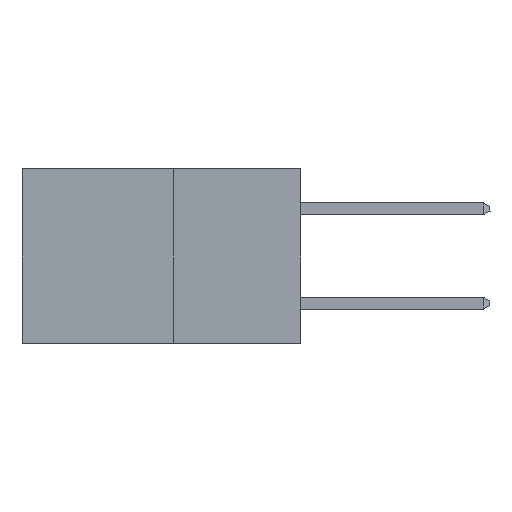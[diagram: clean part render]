
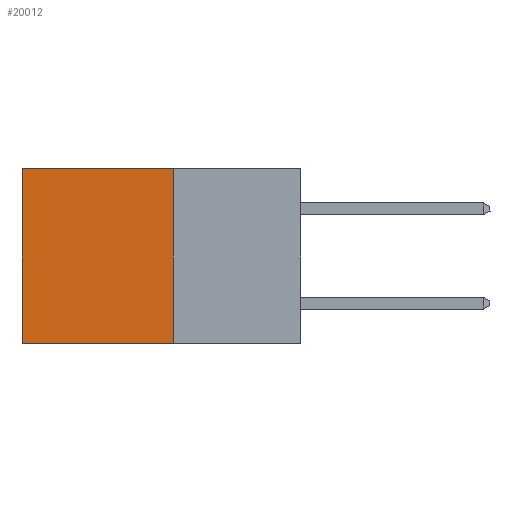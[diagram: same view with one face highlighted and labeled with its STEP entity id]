
A CAD part, left-side view. The second image highlights one B-rep face of the part: STEP entity #20012.
In plain terms, the highlighted planar face has unit normal (-1, 0, 0).
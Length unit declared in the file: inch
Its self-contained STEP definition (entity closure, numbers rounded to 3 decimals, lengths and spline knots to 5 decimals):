
#875 = ORIENTED_EDGE ( 'NONE', *, *, #9110, .T. ) ;
#1450 = DIRECTION ( 'NONE',  ( 0., 0., -1. ) ) ;
#1552 = CARTESIAN_POINT ( 'NONE',  ( 0.277, 0.59, -0.37 ) ) ;
#1780 = ORIENTED_EDGE ( 'NONE', *, *, #21564, .F. ) ;
#2295 = VERTEX_POINT ( 'NONE', #17737 ) ;
#3172 = CARTESIAN_POINT ( 'NONE',  ( 0.277, 0.27, 0. ) ) ;
#4052 = CARTESIAN_POINT ( 'NONE',  ( 0.277, 0.27, -0.37 ) ) ;
#5756 = EDGE_CURVE ( 'NONE', #2295, #24702, #17045, .T. ) ;
#6483 = VERTEX_POINT ( 'NONE', #3172 ) ;
#7068 = DIRECTION ( 'NONE',  ( 0., 0., -1. ) ) ;
#8395 = EDGE_CURVE ( 'NONE', #29681, #24702, #12670, .T. ) ;
#9110 = EDGE_CURVE ( 'NONE', #6483, #29681, #13034, .T. ) ;
#11016 = ORIENTED_EDGE ( 'NONE', *, *, #5756, .F. ) ;
#11116 = CARTESIAN_POINT ( 'NONE',  ( 0.277, 0.59, -0.37 ) ) ;
#11754 = AXIS2_PLACEMENT_3D ( 'NONE', #4052, #17785, #1450 ) ;
#12623 = CARTESIAN_POINT ( 'NONE',  ( 0.277, 0.27, 0. ) ) ;
#12670 = LINE ( 'NONE', #1552, #33472 ) ;
#13034 = LINE ( 'NONE', #12623, #25789 ) ;
#15036 = PLANE ( 'NONE',  #11754 ) ;
#15188 = FACE_OUTER_BOUND ( 'NONE', #34821, .T. ) ;
#15484 = CARTESIAN_POINT ( 'NONE',  ( 0.277, 0.59, 0. ) ) ;
#15559 = DIRECTION ( 'NONE',  ( 0., 0., -1. ) ) ;
#17045 = LINE ( 'NONE', #23706, #31486 ) ;
#17737 = CARTESIAN_POINT ( 'NONE',  ( 0.277, 0.27, -0.37 ) ) ;
#17785 = DIRECTION ( 'NONE',  ( 1., 0., 0. ) ) ;
#20012 = ADVANCED_FACE ( 'NONE', ( #15188 ), #15036, .F. ) ;
#20691 = DIRECTION ( 'NONE',  ( 0., 1., 0. ) ) ;
#21564 = EDGE_CURVE ( 'NONE', #6483, #2295, #31642, .T. ) ;
#23624 = DIRECTION ( 'NONE',  ( 0., 1., 0. ) ) ;
#23706 = CARTESIAN_POINT ( 'NONE',  ( 0.277, 0.27, -0.37 ) ) ;
#24702 = VERTEX_POINT ( 'NONE', #11116 ) ;
#25789 = VECTOR ( 'NONE', #20691, 39.37008 ) ;
#29067 = CARTESIAN_POINT ( 'NONE',  ( 0.277, 0.27, -0.37 ) ) ;
#29185 = ORIENTED_EDGE ( 'NONE', *, *, #8395, .T. ) ;
#29681 = VERTEX_POINT ( 'NONE', #15484 ) ;
#30810 = VECTOR ( 'NONE', #15559, 39.37008 ) ;
#31486 = VECTOR ( 'NONE', #23624, 39.37008 ) ;
#31642 = LINE ( 'NONE', #29067, #30810 ) ;
#33472 = VECTOR ( 'NONE', #7068, 39.37008 ) ;
#34821 = EDGE_LOOP ( 'NONE', ( #29185, #11016, #1780, #875 ) ) ;
